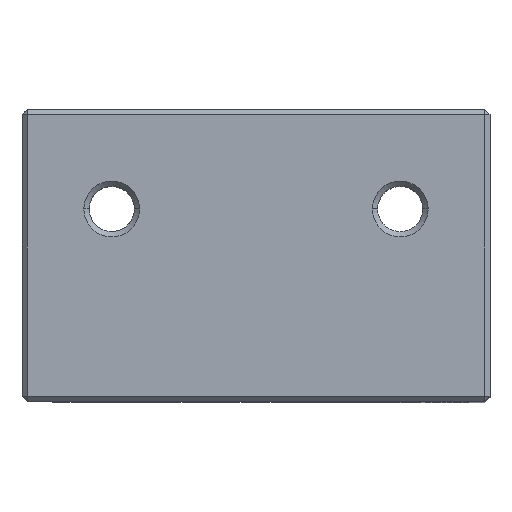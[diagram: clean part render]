
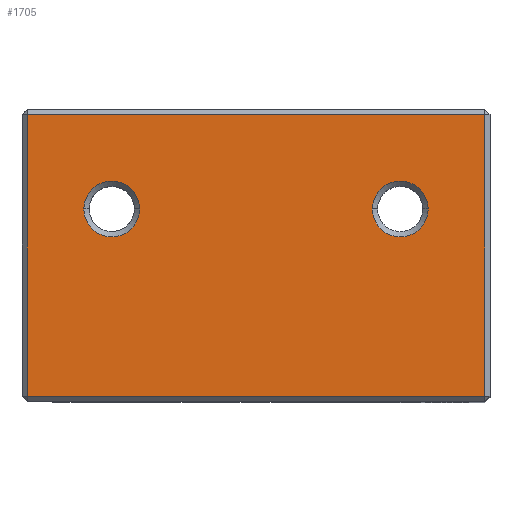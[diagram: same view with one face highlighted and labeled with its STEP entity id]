
A CAD part, top view. The second image highlights one B-rep face of the part: STEP entity #1705.
In plain terms, the highlighted planar face has unit normal (0, 0, 1).
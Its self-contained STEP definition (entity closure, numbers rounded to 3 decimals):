
#7 = PLANE ( 'NONE',  #465 ) ;
#19 = VERTEX_POINT ( 'NONE', #371 ) ;
#35 = DIRECTION ( 'NONE',  ( -1., 0., 0. ) ) ;
#52 = CARTESIAN_POINT ( 'NONE',  ( 17.2, 15., 6. ) ) ;
#57 = CIRCLE ( 'NONE', #1122, 2.1 ) ;
#63 = DIRECTION ( 'NONE',  ( 0., 0., -1. ) ) ;
#202 = VERTEX_POINT ( 'NONE', #537 ) ;
#213 = AXIS2_PLACEMENT_3D ( 'NONE', #2753, #1106, #2483 ) ;
#263 = VECTOR ( 'NONE', #3003, 1000. ) ;
#273 = DIRECTION ( 'NONE',  ( -1., 0., 0. ) ) ;
#282 = LINE ( 'NONE', #511, #867 ) ;
#320 = ORIENTED_EDGE ( 'NONE', *, *, #3012, .T. ) ;
#325 = EDGE_LOOP ( 'NONE', ( #2873, #1466, #1739, #2859 ) ) ;
#371 = CARTESIAN_POINT ( 'NONE',  ( -17.2, -6.6, 6. ) ) ;
#427 = FACE_BOUND ( 'NONE', #2974, .T. ) ;
#465 = AXIS2_PLACEMENT_3D ( 'NONE', #1605, #1694, #2181 ) ;
#511 = CARTESIAN_POINT ( 'NONE',  ( -17.6, 14.6, 6. ) ) ;
#537 = CARTESIAN_POINT ( 'NONE',  ( -12.95, 7.5, 6. ) ) ;
#567 = VECTOR ( 'NONE', #833, 1000. ) ;
#730 = CIRCLE ( 'NONE', #977, 2.1 ) ;
#791 = EDGE_CURVE ( 'NONE', #1127, #19, #2540, .T. ) ;
#829 = CARTESIAN_POINT ( 'NONE',  ( 17.2, -6.6, 6. ) ) ;
#833 = DIRECTION ( 'NONE',  ( 0., -1., 0. ) ) ;
#836 = EDGE_CURVE ( 'NONE', #1788, #202, #2186, .T. ) ;
#867 = VECTOR ( 'NONE', #35, 1000. ) ;
#872 = CARTESIAN_POINT ( 'NONE',  ( 17.6, -6.6, 6. ) ) ;
#912 = CARTESIAN_POINT ( 'NONE',  ( 10.85, 7.5, 6. ) ) ;
#939 = CARTESIAN_POINT ( 'NONE',  ( 17.2, 14.6, 6. ) ) ;
#947 = EDGE_CURVE ( 'NONE', #2588, #1127, #282, .T. ) ;
#977 = AXIS2_PLACEMENT_3D ( 'NONE', #2182, #2933, #273 ) ;
#1020 = DIRECTION ( 'NONE',  ( 0., 1., 0. ) ) ;
#1053 = ORIENTED_EDGE ( 'NONE', *, *, #3073, .T. ) ;
#1076 = VERTEX_POINT ( 'NONE', #829 ) ;
#1101 = LINE ( 'NONE', #872, #263 ) ;
#1106 = DIRECTION ( 'NONE',  ( 0., 0., -1. ) ) ;
#1122 = AXIS2_PLACEMENT_3D ( 'NONE', #912, #1174, #1876 ) ;
#1127 = VERTEX_POINT ( 'NONE', #3020 ) ;
#1174 = DIRECTION ( 'NONE',  ( 0., 0., -1. ) ) ;
#1276 = DIRECTION ( 'NONE',  ( -1., 0., 0. ) ) ;
#1281 = CARTESIAN_POINT ( 'NONE',  ( 8.75, 7.5, 6. ) ) ;
#1355 = CARTESIAN_POINT ( 'NONE',  ( -8.75, 7.5, 6. ) ) ;
#1442 = FACE_OUTER_BOUND ( 'NONE', #325, .T. ) ;
#1466 = ORIENTED_EDGE ( 'NONE', *, *, #791, .T. ) ;
#1563 = CARTESIAN_POINT ( 'NONE',  ( -17.2, 15., 6. ) ) ;
#1605 = CARTESIAN_POINT ( 'NONE',  ( -17.6, 15., 6. ) ) ;
#1648 = CARTESIAN_POINT ( 'NONE',  ( -10.85, 7.5, 6. ) ) ;
#1694 = DIRECTION ( 'NONE',  ( 0., 0., -1. ) ) ;
#1701 = ORIENTED_EDGE ( 'NONE', *, *, #836, .T. ) ;
#1705 = ADVANCED_FACE ( 'NONE', ( #427, #1851, #1442 ), #7, .F. ) ;
#1739 = ORIENTED_EDGE ( 'NONE', *, *, #2499, .T. ) ;
#1742 = ORIENTED_EDGE ( 'NONE', *, *, #1914, .T. ) ;
#1788 = VERTEX_POINT ( 'NONE', #1355 ) ;
#1851 = FACE_BOUND ( 'NONE', #2769, .T. ) ;
#1876 = DIRECTION ( 'NONE',  ( -1., 0., 0. ) ) ;
#1914 = EDGE_CURVE ( 'NONE', #2218, #3034, #57, .T. ) ;
#2144 = AXIS2_PLACEMENT_3D ( 'NONE', #1648, #63, #1276 ) ;
#2181 = DIRECTION ( 'NONE',  ( -1., 0., 0. ) ) ;
#2182 = CARTESIAN_POINT ( 'NONE',  ( -10.85, 7.5, 6. ) ) ;
#2186 = CIRCLE ( 'NONE', #2144, 2.1 ) ;
#2218 = VERTEX_POINT ( 'NONE', #2603 ) ;
#2297 = VECTOR ( 'NONE', #1020, 1000. ) ;
#2483 = DIRECTION ( 'NONE',  ( -1., 0., 0. ) ) ;
#2499 = EDGE_CURVE ( 'NONE', #19, #1076, #1101, .T. ) ;
#2540 = LINE ( 'NONE', #1563, #567 ) ;
#2588 = VERTEX_POINT ( 'NONE', #939 ) ;
#2603 = CARTESIAN_POINT ( 'NONE',  ( 12.95, 7.5, 6. ) ) ;
#2685 = LINE ( 'NONE', #52, #2297 ) ;
#2753 = CARTESIAN_POINT ( 'NONE',  ( 10.85, 7.5, 6. ) ) ;
#2769 = EDGE_LOOP ( 'NONE', ( #1701, #320 ) ) ;
#2859 = ORIENTED_EDGE ( 'NONE', *, *, #2929, .T. ) ;
#2873 = ORIENTED_EDGE ( 'NONE', *, *, #947, .T. ) ;
#2929 = EDGE_CURVE ( 'NONE', #1076, #2588, #2685, .T. ) ;
#2933 = DIRECTION ( 'NONE',  ( 0., 0., -1. ) ) ;
#2948 = CIRCLE ( 'NONE', #213, 2.1 ) ;
#2974 = EDGE_LOOP ( 'NONE', ( #1742, #1053 ) ) ;
#3003 = DIRECTION ( 'NONE',  ( 1., 0., 0. ) ) ;
#3012 = EDGE_CURVE ( 'NONE', #202, #1788, #730, .T. ) ;
#3020 = CARTESIAN_POINT ( 'NONE',  ( -17.2, 14.6, 6. ) ) ;
#3034 = VERTEX_POINT ( 'NONE', #1281 ) ;
#3073 = EDGE_CURVE ( 'NONE', #3034, #2218, #2948, .T. ) ;
